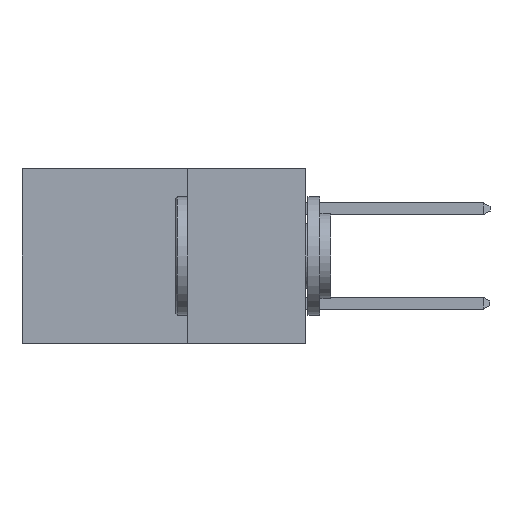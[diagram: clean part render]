
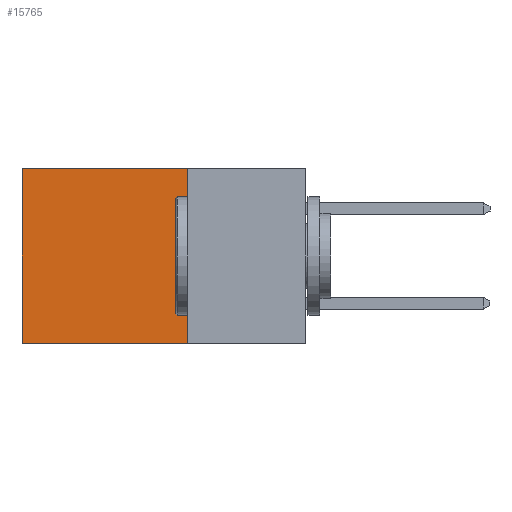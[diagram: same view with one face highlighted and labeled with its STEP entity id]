
A CAD part, left-side view. The second image highlights one B-rep face of the part: STEP entity #15765.
In plain terms, the highlighted planar face has unit normal (-1, 0, 0).
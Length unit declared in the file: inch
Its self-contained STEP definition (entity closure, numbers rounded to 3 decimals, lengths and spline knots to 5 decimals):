
#1375 = CARTESIAN_POINT ( 'NONE',  ( 0.298, 0.25, 0. ) ) ;
#1515 = CARTESIAN_POINT ( 'NONE',  ( 0.298, 0.25, 0. ) ) ;
#1727 = EDGE_CURVE ( 'NONE', #4465, #2737, #7166, .T. ) ;
#2063 = LINE ( 'NONE', #12758, #15076 ) ;
#2737 = VERTEX_POINT ( 'NONE', #14594 ) ;
#3167 = ORIENTED_EDGE ( 'NONE', *, *, #4296, .F. ) ;
#3771 = ORIENTED_EDGE ( 'NONE', *, *, #1727, .T. ) ;
#4216 = VECTOR ( 'NONE', #14932, 39.37008 ) ;
#4296 = EDGE_CURVE ( 'NONE', #4670, #7271, #2063, .T. ) ;
#4361 = LINE ( 'NONE', #6055, #12998 ) ;
#4465 = VERTEX_POINT ( 'NONE', #1375 ) ;
#4670 = VERTEX_POINT ( 'NONE', #10367 ) ;
#4942 = AXIS2_PLACEMENT_3D ( 'NONE', #1515, #14979, #7702 ) ;
#6043 = EDGE_LOOP ( 'NONE', ( #6730, #3167, #14123, #3771 ) ) ;
#6055 = CARTESIAN_POINT ( 'NONE',  ( 0.298, 0.25, 0. ) ) ;
#6470 = PLANE ( 'NONE',  #4942 ) ;
#6730 = ORIENTED_EDGE ( 'NONE', *, *, #10292, .T. ) ;
#7166 = LINE ( 'NONE', #15681, #4216 ) ;
#7271 = VERTEX_POINT ( 'NONE', #11967 ) ;
#7702 = DIRECTION ( 'NONE',  ( 0., 0., -1. ) ) ;
#9820 = EDGE_CURVE ( 'NONE', #4465, #4670, #4361, .T. ) ;
#9821 = VECTOR ( 'NONE', #12846, 39.37008 ) ;
#10292 = EDGE_CURVE ( 'NONE', #2737, #7271, #13767, .T. ) ;
#10367 = CARTESIAN_POINT ( 'NONE',  ( 0.298, 0.25, -0.37 ) ) ;
#11967 = CARTESIAN_POINT ( 'NONE',  ( 0.298, 0.6, -0.37 ) ) ;
#12758 = CARTESIAN_POINT ( 'NONE',  ( 0.298, 0.25, -0.37 ) ) ;
#12846 = DIRECTION ( 'NONE',  ( 0., 0., -1. ) ) ;
#12893 = DIRECTION ( 'NONE',  ( 0., 1., 0. ) ) ;
#12998 = VECTOR ( 'NONE', #15746, 39.37008 ) ;
#13767 = LINE ( 'NONE', #14082, #9821 ) ;
#13921 = FACE_OUTER_BOUND ( 'NONE', #6043, .T. ) ;
#14082 = CARTESIAN_POINT ( 'NONE',  ( 0.298, 0.6, 0. ) ) ;
#14123 = ORIENTED_EDGE ( 'NONE', *, *, #9820, .F. ) ;
#14594 = CARTESIAN_POINT ( 'NONE',  ( 0.298, 0.6, 0. ) ) ;
#14932 = DIRECTION ( 'NONE',  ( 0., 1., 0. ) ) ;
#14979 = DIRECTION ( 'NONE',  ( 1., 0., 0. ) ) ;
#15076 = VECTOR ( 'NONE', #12893, 39.37008 ) ;
#15681 = CARTESIAN_POINT ( 'NONE',  ( 0.298, 0.25, 0. ) ) ;
#15746 = DIRECTION ( 'NONE',  ( 0., 0., -1. ) ) ;
#15765 = ADVANCED_FACE ( 'NONE', ( #13921 ), #6470, .F. ) ;
